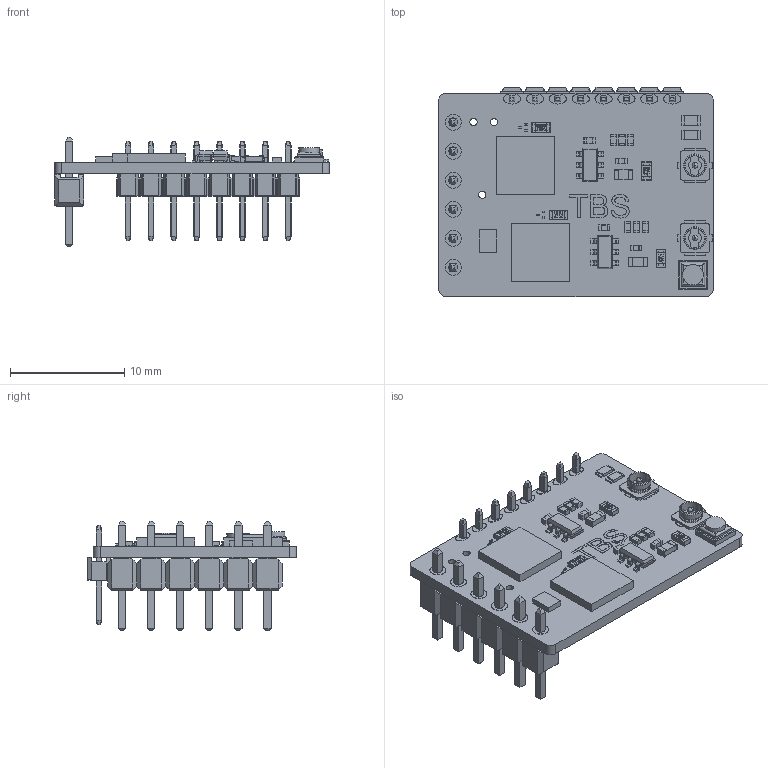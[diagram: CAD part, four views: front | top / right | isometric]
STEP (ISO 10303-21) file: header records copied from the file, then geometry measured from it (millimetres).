
FILE_DESCRIPTION(/* description */ (''),/* implementation_level */ '2;1');
FILE_NAME(/* name */ 'TBS_Crossfire_Nano_Diversity.step',/* time_stamp */ '2021-01-02T20:19:10-08:00',/* author */ (''),/* organization */ (''),/* preprocessor_version */ 'ST-DEVELOPER v18.1',/* originating_system */ 'Autodesk Translation Framework v9.7.1.1290',/* authorisation */ '');
FILE_SCHEMA (('AUTOMOTIVE_DESIGN { 1 0 10303 214 3 1 1 }'));
Products named in the file (15): TBS_Crossfire_Nano_Diversity; Antenna Connector DBV; Pin Header 1x6 TH Pitch 2.54mm v3; 2PH1-8-UA; SOT-23-6; res_0603 v1; res_0402 v1; 47K v1; Component4; Component5; 2K v1; Component7; Component8; 105(0402)-0500T v1; 021(008004)-0125T v1
Assembly tree (32 placements, depth 3):
  TBS_Crossfire_Nano_Diversity
    Antenna Connector DBV  x2
    Pin Header 1x6 TH Pitch 2.54mm v3
    2PH1-8-UA
    res_0603 v1  x2
    res_0402 v1  x6
    47K v1  x2
      Component4
      Component5
    2K v1  x2
      Component7
      Component8
    021(008004)-0125T v1  x6
    105(0402)-0500T v1  x4
    SOT-23-6  x2
Bounding box: 24 x 18.27 x 9.55 mm (x, y, z)
Volume: 573.7 mm3; surface area: 2014.9 mm2
Topology: 73 solids, 79 shells, 2792 faces, 6886 edges, 4166 vertices
Faces by surface type: plane 1549, cylinder 848, bspline 149, sphere 144, torus 96, cone 6
Full cylindrical faces by diameter (mm): 0.5 x10, 0.635 x3, 0.75 x6, 1.397 x6, 1.7 x2, 1.778 x3, 1.86 x2, 2 x4
Entity records: 55129 total; most frequent: CARTESIAN_POINT 11435, DIRECTION 8908, ORIENTED_EDGE 8758, EDGE_CURVE 4399, AXIS2_PLACEMENT_3D 2971, LINE 2966, VECTOR 2966, VERTEX_POINT 2745
